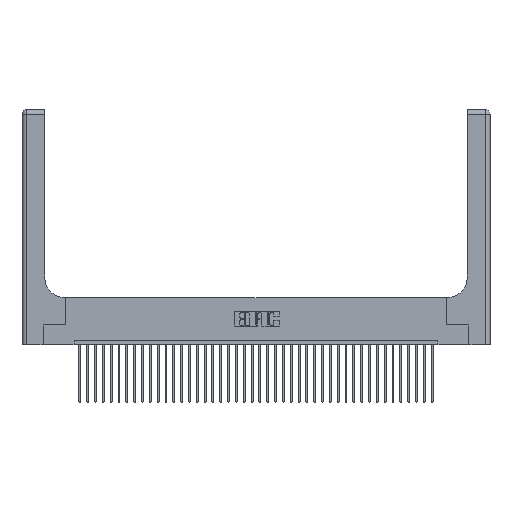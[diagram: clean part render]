
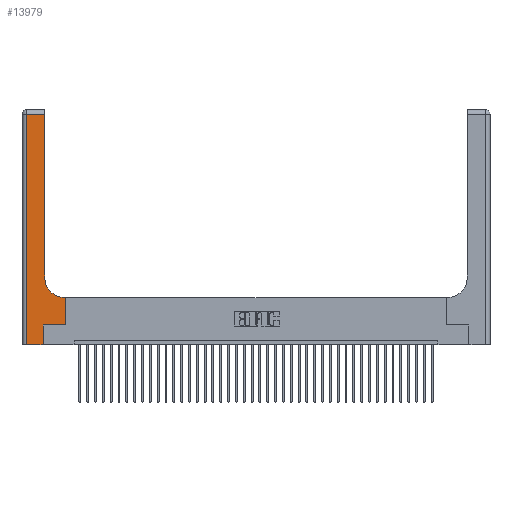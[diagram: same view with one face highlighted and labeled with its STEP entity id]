
A CAD part, top view. The second image highlights one B-rep face of the part: STEP entity #13979.
In plain terms, the highlighted planar face has unit normal (0, 0, 1).
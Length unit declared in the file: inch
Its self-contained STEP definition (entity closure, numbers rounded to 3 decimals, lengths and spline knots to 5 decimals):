
#95 = ORIENTED_EDGE ( 'NONE', *, *, #5508, .T. ) ;
#260 = DIRECTION ( 'NONE',  ( -1., 0., 0. ) ) ;
#785 = AXIS2_PLACEMENT_3D ( 'NONE', #21925, #9881, #31338 ) ;
#1173 = CARTESIAN_POINT ( 'NONE',  ( 0.269, 0., 0.37 ) ) ;
#1228 = CARTESIAN_POINT ( 'NONE',  ( 0.2915, 3., 0.37 ) ) ;
#2600 = CARTESIAN_POINT ( 'NONE',  ( 0.2915, 0.6, 0.37 ) ) ;
#2821 = AXIS2_PLACEMENT_3D ( 'NONE', #3445, #13175, #9849 ) ;
#2871 = LINE ( 'NONE', #1228, #21848 ) ;
#3061 = VERTEX_POINT ( 'NONE', #33485 ) ;
#3154 = CARTESIAN_POINT ( 'NONE',  ( 0.06, 0., 0.37 ) ) ;
#3445 = CARTESIAN_POINT ( 'NONE',  ( 0.5415, 0.85, 0.37 ) ) ;
#4171 = EDGE_CURVE ( 'NONE', #14010, #17869, #21790, .T. ) ;
#4362 = EDGE_LOOP ( 'NONE', ( #38740, #95, #18086, #21185, #19698, #11162, #17507, #15283, #32506 ) ) ;
#4632 = DIRECTION ( 'NONE',  ( 0., 1., 0. ) ) ;
#4748 = CARTESIAN_POINT ( 'NONE',  ( 0.5585, 0.6, 0.37 ) ) ;
#5508 = EDGE_CURVE ( 'NONE', #3061, #29680, #31239, .T. ) ;
#7345 = VERTEX_POINT ( 'NONE', #4748 ) ;
#7727 = LINE ( 'NONE', #31788, #10054 ) ;
#7931 = LINE ( 'NONE', #18255, #33937 ) ;
#8394 = CARTESIAN_POINT ( 'NONE',  ( 0., 0., 0.37 ) ) ;
#9044 = LINE ( 'NONE', #8394, #11436 ) ;
#9849 = DIRECTION ( 'NONE',  ( 1., 0., 0. ) ) ;
#9881 = DIRECTION ( 'NONE',  ( 0., 0., -1. ) ) ;
#10054 = VECTOR ( 'NONE', #4632, 39.37008 ) ;
#10144 = CARTESIAN_POINT ( 'NONE',  ( 0.2915, 0.85, 0.37 ) ) ;
#10959 = VECTOR ( 'NONE', #25905, 39.37008 ) ;
#11162 = ORIENTED_EDGE ( 'NONE', *, *, #4171, .T. ) ;
#11436 = VECTOR ( 'NONE', #36052, 39.37008 ) ;
#12197 = VERTEX_POINT ( 'NONE', #16904 ) ;
#13092 = DIRECTION ( 'NONE',  ( 0., 1., 0. ) ) ;
#13175 = DIRECTION ( 'NONE',  ( 0., 0., -1. ) ) ;
#13979 = ADVANCED_FACE ( 'NONE', ( #38572 ), #28303, .F. ) ;
#14010 = VERTEX_POINT ( 'NONE', #25666 ) ;
#14440 = VERTEX_POINT ( 'NONE', #37515 ) ;
#14837 = CARTESIAN_POINT ( 'NONE',  ( 0.269, 0.25, 0.37 ) ) ;
#15283 = ORIENTED_EDGE ( 'NONE', *, *, #31428, .T. ) ;
#16904 = CARTESIAN_POINT ( 'NONE',  ( 0.269, 0., 0.37 ) ) ;
#17507 = ORIENTED_EDGE ( 'NONE', *, *, #18315, .T. ) ;
#17519 = CARTESIAN_POINT ( 'NONE',  ( 0., 2.94, 0.37 ) ) ;
#17662 = CIRCLE ( 'NONE', #2821, 0.25 ) ;
#17869 = VERTEX_POINT ( 'NONE', #20049 ) ;
#18086 = ORIENTED_EDGE ( 'NONE', *, *, #31557, .T. ) ;
#18255 = CARTESIAN_POINT ( 'NONE',  ( 0.06, 3., 0.37 ) ) ;
#18315 = EDGE_CURVE ( 'NONE', #17869, #7345, #7727, .T. ) ;
#19698 = ORIENTED_EDGE ( 'NONE', *, *, #28576, .T. ) ;
#20049 = CARTESIAN_POINT ( 'NONE',  ( 0.5585, 0.25, 0.37 ) ) ;
#21185 = ORIENTED_EDGE ( 'NONE', *, *, #28936, .T. ) ;
#21304 = DIRECTION ( 'NONE',  ( -1., 0., 0. ) ) ;
#21790 = LINE ( 'NONE', #14837, #10959 ) ;
#21848 = VECTOR ( 'NONE', #13092, 39.37008 ) ;
#21925 = CARTESIAN_POINT ( 'NONE',  ( 0., 3., 0.37 ) ) ;
#24259 = LINE ( 'NONE', #1173, #26608 ) ;
#24860 = EDGE_CURVE ( 'NONE', #14440, #25795, #17662, .T. ) ;
#25005 = EDGE_CURVE ( 'NONE', #25795, #3061, #2871, .T. ) ;
#25268 = CARTESIAN_POINT ( 'NONE',  ( 0.06, 2.94, 0.37 ) ) ;
#25666 = CARTESIAN_POINT ( 'NONE',  ( 0.269, 0.25, 0.37 ) ) ;
#25795 = VERTEX_POINT ( 'NONE', #10144 ) ;
#25905 = DIRECTION ( 'NONE',  ( 1., 0., 0. ) ) ;
#26608 = VECTOR ( 'NONE', #37366, 39.37008 ) ;
#28303 = PLANE ( 'NONE',  #785 ) ;
#28576 = EDGE_CURVE ( 'NONE', #12197, #14010, #24259, .T. ) ;
#28936 = EDGE_CURVE ( 'NONE', #35110, #12197, #9044, .T. ) ;
#29680 = VERTEX_POINT ( 'NONE', #25268 ) ;
#31239 = LINE ( 'NONE', #17519, #36857 ) ;
#31338 = DIRECTION ( 'NONE',  ( -1., 0., 0. ) ) ;
#31428 = EDGE_CURVE ( 'NONE', #7345, #14440, #33054, .T. ) ;
#31557 = EDGE_CURVE ( 'NONE', #29680, #35110, #7931, .T. ) ;
#31788 = CARTESIAN_POINT ( 'NONE',  ( 0.5585, 0.25, 0.37 ) ) ;
#32506 = ORIENTED_EDGE ( 'NONE', *, *, #24860, .T. ) ;
#33054 = LINE ( 'NONE', #2600, #34368 ) ;
#33485 = CARTESIAN_POINT ( 'NONE',  ( 0.2915, 2.94, 0.37 ) ) ;
#33937 = VECTOR ( 'NONE', #35870, 39.37008 ) ;
#34368 = VECTOR ( 'NONE', #21304, 39.37008 ) ;
#35110 = VERTEX_POINT ( 'NONE', #3154 ) ;
#35870 = DIRECTION ( 'NONE',  ( 0., -1., 0. ) ) ;
#36052 = DIRECTION ( 'NONE',  ( 1., 0., 0. ) ) ;
#36857 = VECTOR ( 'NONE', #260, 39.37008 ) ;
#37366 = DIRECTION ( 'NONE',  ( 0., 1., 0. ) ) ;
#37515 = CARTESIAN_POINT ( 'NONE',  ( 0.5415, 0.6, 0.37 ) ) ;
#38572 = FACE_OUTER_BOUND ( 'NONE', #4362, .T. ) ;
#38740 = ORIENTED_EDGE ( 'NONE', *, *, #25005, .T. ) ;
